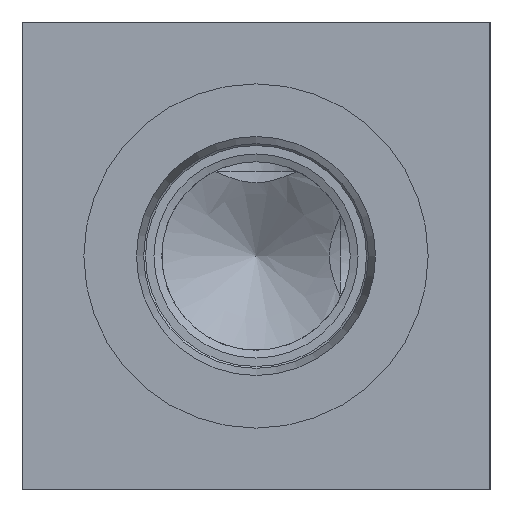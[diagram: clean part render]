
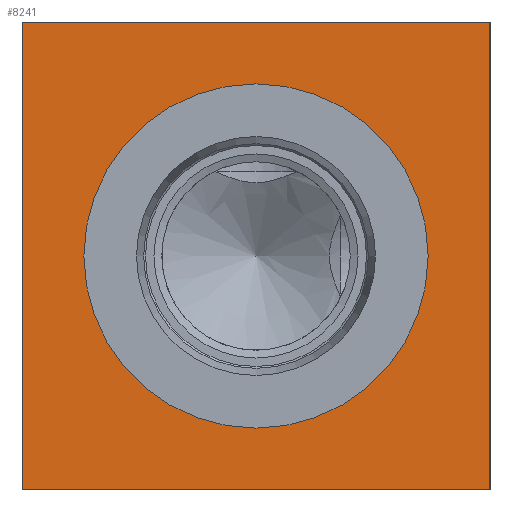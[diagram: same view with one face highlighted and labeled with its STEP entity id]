
A CAD part, left-side view. The second image highlights one B-rep face of the part: STEP entity #8241.
In plain terms, the highlighted planar face has unit normal (-1, 0, 0).
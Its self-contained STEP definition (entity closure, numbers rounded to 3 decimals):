
#142=CIRCLE('',#8531,21.019);
#143=CIRCLE('',#8532,21.019);
#291=FACE_BOUND('',#1405,.T.);
#516=PLANE('',#8702);
#935=FACE_OUTER_BOUND('',#1404,.T.);
#1404=EDGE_LOOP('',(#7340,#7341,#7342,#7343));
#1405=EDGE_LOOP('',(#7344,#7345));
#1683=LINE('',#12916,#2401);
#2131=LINE('',#14456,#2849);
#2132=LINE('',#14457,#2850);
#2133=LINE('',#14458,#2851);
#2401=VECTOR('',#9086,10.);
#2849=VECTOR('',#10304,10.);
#2850=VECTOR('',#10305,10.);
#2851=VECTOR('',#10306,10.);
#3471=VERTEX_POINT('',#12909);
#3474=VERTEX_POINT('',#12914);
#3803=VERTEX_POINT('',#14121);
#3804=VERTEX_POINT('',#14122);
#3912=VERTEX_POINT('',#14454);
#3913=VERTEX_POINT('',#14455);
#4420=EDGE_CURVE('',#3474,#3471,#1683,.T.);
#4904=EDGE_CURVE('',#3803,#3804,#142,.T.);
#4905=EDGE_CURVE('',#3804,#3803,#143,.T.);
#5063=EDGE_CURVE('',#3912,#3913,#2131,.T.);
#5064=EDGE_CURVE('',#3913,#3471,#2132,.T.);
#5065=EDGE_CURVE('',#3912,#3474,#2133,.T.);
#7340=ORIENTED_EDGE('',*,*,#5063,.T.);
#7341=ORIENTED_EDGE('',*,*,#5064,.T.);
#7342=ORIENTED_EDGE('',*,*,#4420,.F.);
#7343=ORIENTED_EDGE('',*,*,#5065,.F.);
#7344=ORIENTED_EDGE('',*,*,#4904,.T.);
#7345=ORIENTED_EDGE('',*,*,#4905,.T.);
#8241=ADVANCED_FACE('',(#935,#291),#516,.T.);
#8531=AXIS2_PLACEMENT_3D('',#14123,#9908,#9909);
#8532=AXIS2_PLACEMENT_3D('',#14124,#9910,#9911);
#8702=AXIS2_PLACEMENT_3D('',#14453,#10302,#10303);
#9086=DIRECTION('',(0.,-1.,0.));
#9908=DIRECTION('center_axis',(1.,0.,0.));
#9909=DIRECTION('ref_axis',(0.,0.,1.));
#9910=DIRECTION('center_axis',(1.,0.,0.));
#9911=DIRECTION('ref_axis',(0.,0.,1.));
#10302=DIRECTION('center_axis',(-1.,0.,0.));
#10303=DIRECTION('ref_axis',(0.,-1.,0.));
#10304=DIRECTION('',(0.,-1.,0.));
#10305=DIRECTION('',(0.,0.,1.));
#10306=DIRECTION('',(0.,0.,1.));
#12909=CARTESIAN_POINT('',(0.,0.,57.15));
#12914=CARTESIAN_POINT('',(0.,57.15,57.15));
#12916=CARTESIAN_POINT('',(0.,57.15,57.15));
#14121=CARTESIAN_POINT('',(0.,28.575,49.594));
#14122=CARTESIAN_POINT('',(0.,28.575,7.556));
#14123=CARTESIAN_POINT('Origin',(0.,28.575,28.575));
#14124=CARTESIAN_POINT('Origin',(0.,28.575,28.575));
#14453=CARTESIAN_POINT('Origin',(0.,57.15,0.));
#14454=CARTESIAN_POINT('',(0.,57.15,0.));
#14455=CARTESIAN_POINT('',(0.,0.,0.));
#14456=CARTESIAN_POINT('',(0.,57.15,0.));
#14457=CARTESIAN_POINT('',(0.,0.,0.));
#14458=CARTESIAN_POINT('',(0.,57.15,0.));
